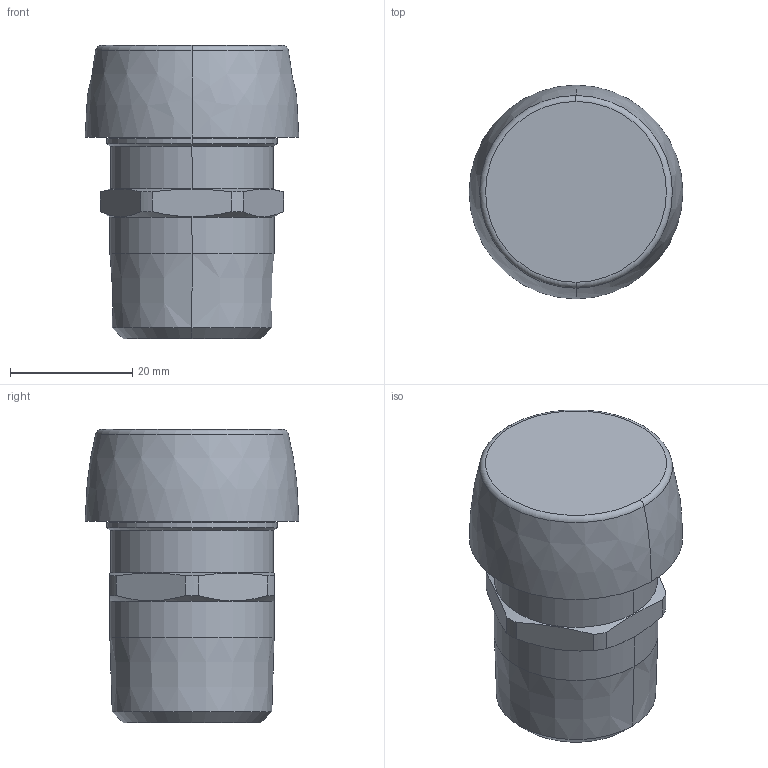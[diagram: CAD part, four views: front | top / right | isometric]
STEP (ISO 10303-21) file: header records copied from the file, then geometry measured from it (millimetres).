
FILE_DESCRIPTION(('CATIA V5 STEP Exchange','CAx-IF Rec.Pracs.--- Model Styling and Organization---1.4--- 2014-01-23','CAx-IF Rec.Pracs.---3D Tessellated Data Validation Properties---0.5---2014-09-14'),'2;1');
FILE_NAME('STEP_304050A_-_TST.stp','2022-07-12T11:42:14+00:00',('none'),('none'),'CATIA Version 5-6 Release 2019 SP3','CATIA V5 STEP AP242 v1','none');
FILE_SCHEMA(('AP242_MANAGED_MODEL_BASED_3D_ENGINEERING_MIM_LF {1 0 10303 442 1 1 4}'));
Length unit declared in the file: millimetre
Products named in the file (1): 304050A - TST
Bounding box: 35 x 35 x 48 mm (x, y, z)
Volume: 32029.6 mm3; surface area: 6123.9 mm2
Topology: 1 solids, 1 shells, 37 faces, 86 edges, 52 vertices
Faces by surface type: cone 12, cylinder 12, plane 9, torus 2, revolution 2
Entity records: 1048 total; most frequent: CARTESIAN_POINT 287, ORIENTED_EDGE 172, DIRECTION 110, EDGE_CURVE 86, AXIS2_PLACEMENT_3D 59, VERTEX_POINT 52, CIRCLE 38, EDGE_LOOP 38
